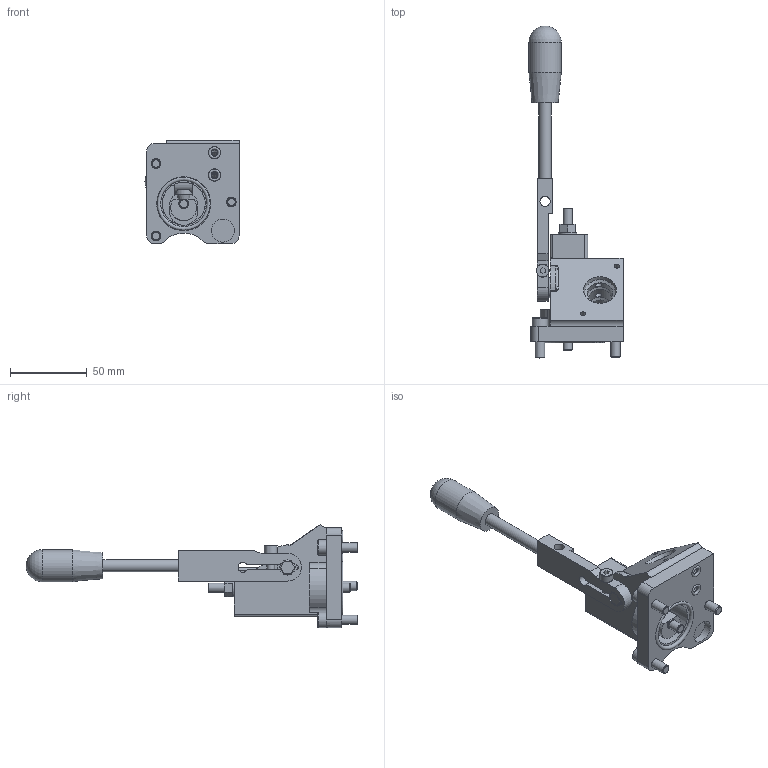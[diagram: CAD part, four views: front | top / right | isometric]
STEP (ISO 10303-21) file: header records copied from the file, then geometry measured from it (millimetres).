
FILE_DESCRIPTION(/* description */ ('Unknown'),/* implementation_level */ '2;1');
FILE_NAME(/* name */ 'AP-2220-350',/* time_stamp */ '2021-02-05T14:22:05+01:00',/* author */ ('Unknown'),/* organization */ ('Unknown'),/* preprocessor_version */ 'ST-DEVELOPER v16.7',/* originating_system */ 'DEX',/* authorisation */ $);
FILE_SCHEMA (('AUTOMOTIVE_DESIGN {1 0 10303 214 3 1 1}'));
Length unit declared in the file: millimetre
Products named in the file (17): 1441651_ENDDECKEL  22 E_O- - M_000195405; 1444727_Gehäuse Handhebelmechanismus_000195411; 1441707_O-RING_000194656; 1441709_O-RING_000195305; Teil  AAB 4069; SK 550- 040 4,0; 1444706_Kugelbolzenhalter_000195408; Screw_DIN_912_M6x50_v7.50; WU-1506-020_WU-1506-020_000195416; 1444726_Hebelwelle_000195410; Ring  AAB 2817; 1444725_Kugelbolzen_000195409; mutter  aaa 9493; WV-7306-035_WV-7306-035_000195421; 1425891_ZYLINDERKOPFSCHRAUBE_000195415; 1441835_Griff_000195406; 1441831_Klemmhebel_000195407
Assembly tree (20 placements, depth 2):
  1441651_ENDDECKEL  22 E_O- - M_000195405
    1444727_Gehäuse Handhebelmechanismus_000195411
    1441707_O-RING_000194656  x2
    1441709_O-RING_000195305
    Teil  AAB 4069  x2
    SK 550- 040 4,0
    1444706_Kugelbolzenhalter_000195408
    Screw_DIN_912_M6x50_v7.50
    WU-1506-020_WU-1506-020_000195416  x2
    1444726_Hebelwelle_000195410
    Ring  AAB 2817  x2
    1444725_Kugelbolzen_000195409
    mutter  aaa 9493
    WV-7306-035_WV-7306-035_000195421
    1425891_ZYLINDERKOPFSCHRAUBE_000195415
    1441835_Griff_000195406
    1441831_Klemmhebel_000195407
Bounding box: 61.2 x 215.7 x 67 mm (x, y, z)
Volume: 142613.4 mm3; surface area: 51145.2 mm2
Topology: 20 solids, 20 shells, 364 faces, 867 edges, 554 vertices
Faces by surface type: plane 167, cylinder 120, cone 39, torus 27, bspline 9, sphere 2
Full cylindrical faces by diameter (mm): 3 x1, 3.242 x4, 4 x11, 4.134 x1, 4.773 x1, 4.917 x2, 5 x1, 5.1 x1, 5.4 x1, 6 x6, 6.3 x3, 6.647 x2, 7.8 x2, 8 x4, 8.5 x2, 9.25 x2, 9.9 x2, 10 x3, 11 x2, 12 x1, 12.5 x1, 12.81 x2, 13 x5, 13.1 x1, 15 x1, 15.1 x1, 16.7 x1, 21 x1, 28 x1, 34.35 x1
Entity records: 11427 total; most frequent: CARTESIAN_POINT 1990, DIRECTION 1580, ORIENTED_EDGE 1318, EDGE_CURVE 659, AXIS2_PLACEMENT_3D 626, FACE_BOUND 517, EDGE_LOOP 510, VERTEX_POINT 486
